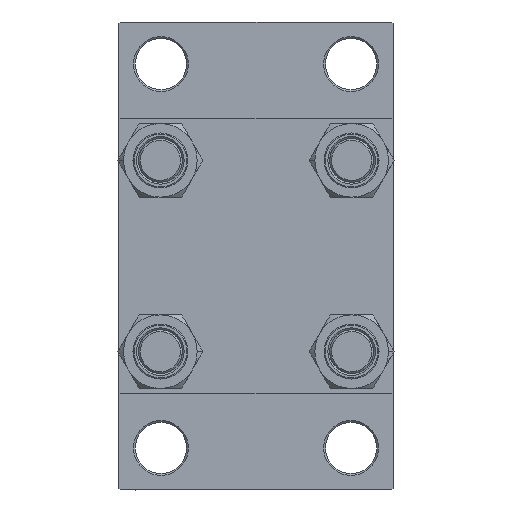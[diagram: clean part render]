
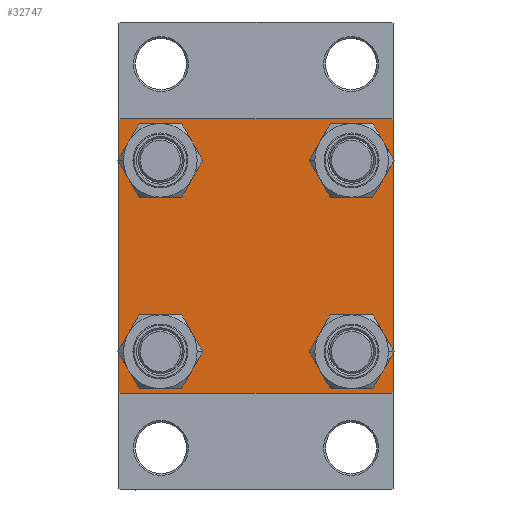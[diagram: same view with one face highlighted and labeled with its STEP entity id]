
A CAD part, left-side view. The second image highlights one B-rep face of the part: STEP entity #32747.
In plain terms, the highlighted planar face has unit normal (-1, 0, 0).
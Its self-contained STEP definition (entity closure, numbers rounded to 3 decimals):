
#168 = LINE ( 'NONE', #14916, #33677 ) ;
#250 = CIRCLE ( 'NONE', #17302, 6.5 ) ;
#374 = VERTEX_POINT ( 'NONE', #31693 ) ;
#406 = CARTESIAN_POINT ( 'NONE',  ( 0., 37.25, -37.25 ) ) ;
#438 = EDGE_LOOP ( 'NONE', ( #20062, #37013, #40013, #29638, #37956, #36055, #47762, #49319 ) ) ;
#521 = EDGE_CURVE ( 'NONE', #374, #6392, #17461, .T. ) ;
#626 = EDGE_LOOP ( 'NONE', ( #42448, #39173 ) ) ;
#1151 = VECTOR ( 'NONE', #29884, 1000. ) ;
#1212 = CARTESIAN_POINT ( 'NONE',  ( 0., -26.15, -26.15 ) ) ;
#1214 = EDGE_CURVE ( 'NONE', #22151, #49325, #38499, .T. ) ;
#1262 = ORIENTED_EDGE ( 'NONE', *, *, #28174, .T. ) ;
#1565 = EDGE_CURVE ( 'NONE', #31298, #374, #39918, .T. ) ;
#1612 = AXIS2_PLACEMENT_3D ( 'NONE', #27329, #19237, #7285 ) ;
#1683 = PLANE ( 'NONE',  #43980 ) ;
#1922 = DIRECTION ( 'NONE',  ( -1., 0., 0. ) ) ;
#4314 = ORIENTED_EDGE ( 'NONE', *, *, #31735, .T. ) ;
#4774 = DIRECTION ( 'NONE',  ( 0., 0., 1. ) ) ;
#5361 = CARTESIAN_POINT ( 'NONE',  ( 0., 37.5, -37.5 ) ) ;
#5672 = CARTESIAN_POINT ( 'NONE',  ( 0., -37.5, -37. ) ) ;
#5719 = LINE ( 'NONE', #47906, #19959 ) ;
#6392 = VERTEX_POINT ( 'NONE', #5672 ) ;
#7096 = DIRECTION ( 'NONE',  ( 0., 0., 1. ) ) ;
#7285 = DIRECTION ( 'NONE',  ( 0., 0., 1. ) ) ;
#9167 = CARTESIAN_POINT ( 'NONE',  ( 0., 37.5, 37. ) ) ;
#10871 = LINE ( 'NONE', #11365, #32037 ) ;
#11011 = CARTESIAN_POINT ( 'NONE',  ( 0., -26.15, 26.15 ) ) ;
#11365 = CARTESIAN_POINT ( 'NONE',  ( 0., -37.5, 37.5 ) ) ;
#12968 = EDGE_CURVE ( 'NONE', #47263, #48748, #29048, .T. ) ;
#13490 = EDGE_LOOP ( 'NONE', ( #22464, #48517 ) ) ;
#14286 = CARTESIAN_POINT ( 'NONE',  ( 0., -37., 37.5 ) ) ;
#14310 = DIRECTION ( 'NONE',  ( 0., 0., 1. ) ) ;
#14536 = DIRECTION ( 'NONE',  ( 0., -1., 0. ) ) ;
#14908 = DIRECTION ( 'NONE',  ( 0., -0.707, -0.707 ) ) ;
#14916 = CARTESIAN_POINT ( 'NONE',  ( 0., -37.25, 37.25 ) ) ;
#15646 = CARTESIAN_POINT ( 'NONE',  ( 0., -37.5, 37. ) ) ;
#15805 = VERTEX_POINT ( 'NONE', #15646 ) ;
#15867 = CARTESIAN_POINT ( 'NONE',  ( 0., 26.15, 26.15 ) ) ;
#16089 = VERTEX_POINT ( 'NONE', #44752 ) ;
#16712 = DIRECTION ( 'NONE',  ( 1., 0., 0. ) ) ;
#17302 = AXIS2_PLACEMENT_3D ( 'NONE', #11011, #37943, #14310 ) ;
#17461 = LINE ( 'NONE', #36748, #1151 ) ;
#17558 = EDGE_CURVE ( 'NONE', #36791, #45533, #38156, .T. ) ;
#18781 = LINE ( 'NONE', #34494, #28009 ) ;
#19019 = EDGE_CURVE ( 'NONE', #49325, #22151, #45399, .T. ) ;
#19078 = EDGE_CURVE ( 'NONE', #26119, #31298, #49733, .T. ) ;
#19237 = DIRECTION ( 'NONE',  ( 1., 0., 0. ) ) ;
#19959 = VECTOR ( 'NONE', #39775, 1000. ) ;
#20062 = ORIENTED_EDGE ( 'NONE', *, *, #44398, .T. ) ;
#20453 = AXIS2_PLACEMENT_3D ( 'NONE', #24081, #24333, #4774 ) ;
#20993 = CARTESIAN_POINT ( 'NONE',  ( 0., 0., 0. ) ) ;
#21167 = EDGE_CURVE ( 'NONE', #46455, #48019, #39799, .T. ) ;
#21544 = CARTESIAN_POINT ( 'NONE',  ( 0., -26.15, -19.65 ) ) ;
#21686 = EDGE_LOOP ( 'NONE', ( #1262, #4314 ) ) ;
#22151 = VERTEX_POINT ( 'NONE', #26026 ) ;
#22251 = CARTESIAN_POINT ( 'NONE',  ( 0., 26.15, -26.15 ) ) ;
#22464 = ORIENTED_EDGE ( 'NONE', *, *, #36136, .T. ) ;
#22590 = AXIS2_PLACEMENT_3D ( 'NONE', #15867, #43298, #46367 ) ;
#24081 = CARTESIAN_POINT ( 'NONE',  ( 0., -26.15, 26.15 ) ) ;
#24333 = DIRECTION ( 'NONE',  ( 1., 0., 0. ) ) ;
#24476 = AXIS2_PLACEMENT_3D ( 'NONE', #22251, #42060, #29865 ) ;
#26026 = CARTESIAN_POINT ( 'NONE',  ( 0., -26.15, -32.65 ) ) ;
#26119 = VERTEX_POINT ( 'NONE', #43600 ) ;
#27120 = EDGE_CURVE ( 'NONE', #48019, #46455, #49621, .T. ) ;
#27139 = AXIS2_PLACEMENT_3D ( 'NONE', #1212, #16712, #32195 ) ;
#27278 = DIRECTION ( 'NONE',  ( 1., 0., 0. ) ) ;
#27329 = CARTESIAN_POINT ( 'NONE',  ( 0., -26.15, -26.15 ) ) ;
#27460 = VECTOR ( 'NONE', #14536, 1000. ) ;
#28009 = VECTOR ( 'NONE', #34245, 1000. ) ;
#28174 = EDGE_CURVE ( 'NONE', #16089, #30265, #36653, .T. ) ;
#28850 = FACE_BOUND ( 'NONE', #626, .T. ) ;
#29048 = CIRCLE ( 'NONE', #22590, 6.5 ) ;
#29527 = CIRCLE ( 'NONE', #35183, 6.5 ) ;
#29534 = CARTESIAN_POINT ( 'NONE',  ( 0., 26.15, -19.65 ) ) ;
#29638 = ORIENTED_EDGE ( 'NONE', *, *, #521, .T. ) ;
#29781 = CARTESIAN_POINT ( 'NONE',  ( 0., 26.15, 32.65 ) ) ;
#29865 = DIRECTION ( 'NONE',  ( 0., 0., 1. ) ) ;
#29884 = DIRECTION ( 'NONE',  ( 0., -0.707, 0.707 ) ) ;
#30265 = VERTEX_POINT ( 'NONE', #40979 ) ;
#30381 = EDGE_LOOP ( 'NONE', ( #39766, #41883 ) ) ;
#30660 = DIRECTION ( 'NONE',  ( 0., 0., -1. ) ) ;
#30852 = CARTESIAN_POINT ( 'NONE',  ( 0., 26.15, -26.15 ) ) ;
#31298 = VERTEX_POINT ( 'NONE', #49326 ) ;
#31693 = CARTESIAN_POINT ( 'NONE',  ( 0., -37., -37.5 ) ) ;
#31735 = EDGE_CURVE ( 'NONE', #30265, #16089, #250, .T. ) ;
#31829 = CARTESIAN_POINT ( 'NONE',  ( 0., 26.15, -32.65 ) ) ;
#32037 = VECTOR ( 'NONE', #30660, 1000. ) ;
#32195 = DIRECTION ( 'NONE',  ( 0., 0., 1. ) ) ;
#32747 = ADVANCED_FACE ( 'NONE', ( #39795, #40301, #28850, #48418, #43854 ), #1683, .T. ) ;
#33677 = VECTOR ( 'NONE', #42587, 1000. ) ;
#34245 = DIRECTION ( 'NONE',  ( 0., 0.707, -0.707 ) ) ;
#34266 = CARTESIAN_POINT ( 'NONE',  ( 0., 26.15, 26.15 ) ) ;
#34494 = CARTESIAN_POINT ( 'NONE',  ( 0., 37.25, 37.25 ) ) ;
#35183 = AXIS2_PLACEMENT_3D ( 'NONE', #34266, #49278, #7096 ) ;
#35412 = DIRECTION ( 'NONE',  ( 0., 0., 1. ) ) ;
#36055 = ORIENTED_EDGE ( 'NONE', *, *, #38262, .T. ) ;
#36136 = EDGE_CURVE ( 'NONE', #48748, #47263, #29527, .T. ) ;
#36653 = CIRCLE ( 'NONE', #20453, 6.5 ) ;
#36724 = DIRECTION ( 'NONE',  ( 0., 0., 1. ) ) ;
#36748 = CARTESIAN_POINT ( 'NONE',  ( 0., -37.25, -37.25 ) ) ;
#36791 = VERTEX_POINT ( 'NONE', #47277 ) ;
#37013 = ORIENTED_EDGE ( 'NONE', *, *, #19078, .T. ) ;
#37711 = VERTEX_POINT ( 'NONE', #9167 ) ;
#37943 = DIRECTION ( 'NONE',  ( 1., 0., 0. ) ) ;
#37956 = ORIENTED_EDGE ( 'NONE', *, *, #38271, .F. ) ;
#38156 = LINE ( 'NONE', #49357, #27460 ) ;
#38262 = EDGE_CURVE ( 'NONE', #15805, #45533, #168, .T. ) ;
#38271 = EDGE_CURVE ( 'NONE', #15805, #6392, #10871, .T. ) ;
#38499 = CIRCLE ( 'NONE', #27139, 6.5 ) ;
#38992 = AXIS2_PLACEMENT_3D ( 'NONE', #30852, #27278, #35412 ) ;
#39173 = ORIENTED_EDGE ( 'NONE', *, *, #27120, .T. ) ;
#39184 = EDGE_CURVE ( 'NONE', #36791, #37711, #18781, .T. ) ;
#39766 = ORIENTED_EDGE ( 'NONE', *, *, #19019, .T. ) ;
#39775 = DIRECTION ( 'NONE',  ( 0., 0., -1. ) ) ;
#39795 = FACE_BOUND ( 'NONE', #21686, .T. ) ;
#39799 = CIRCLE ( 'NONE', #38992, 6.5 ) ;
#39918 = LINE ( 'NONE', #5361, #46592 ) ;
#40013 = ORIENTED_EDGE ( 'NONE', *, *, #1565, .T. ) ;
#40301 = FACE_BOUND ( 'NONE', #30381, .T. ) ;
#40979 = CARTESIAN_POINT ( 'NONE',  ( 0., -26.15, 19.65 ) ) ;
#41883 = ORIENTED_EDGE ( 'NONE', *, *, #1214, .T. ) ;
#42060 = DIRECTION ( 'NONE',  ( 1., 0., 0. ) ) ;
#42448 = ORIENTED_EDGE ( 'NONE', *, *, #21167, .T. ) ;
#42587 = DIRECTION ( 'NONE',  ( 0., 0.707, 0.707 ) ) ;
#42888 = CARTESIAN_POINT ( 'NONE',  ( 0., 26.15, 19.65 ) ) ;
#42949 = VECTOR ( 'NONE', #14908, 1000. ) ;
#43298 = DIRECTION ( 'NONE',  ( 1., 0., 0. ) ) ;
#43600 = CARTESIAN_POINT ( 'NONE',  ( 0., 37.5, -37. ) ) ;
#43854 = FACE_OUTER_BOUND ( 'NONE', #438, .T. ) ;
#43980 = AXIS2_PLACEMENT_3D ( 'NONE', #20993, #1922, #36724 ) ;
#44398 = EDGE_CURVE ( 'NONE', #37711, #26119, #5719, .T. ) ;
#44752 = CARTESIAN_POINT ( 'NONE',  ( 0., -26.15, 32.65 ) ) ;
#45399 = CIRCLE ( 'NONE', #1612, 6.5 ) ;
#45533 = VERTEX_POINT ( 'NONE', #14286 ) ;
#46367 = DIRECTION ( 'NONE',  ( 0., 0., 1. ) ) ;
#46455 = VERTEX_POINT ( 'NONE', #29534 ) ;
#46592 = VECTOR ( 'NONE', #47548, 1000. ) ;
#47263 = VERTEX_POINT ( 'NONE', #42888 ) ;
#47277 = CARTESIAN_POINT ( 'NONE',  ( 0., 37., 37.5 ) ) ;
#47548 = DIRECTION ( 'NONE',  ( 0., -1., 0. ) ) ;
#47762 = ORIENTED_EDGE ( 'NONE', *, *, #17558, .F. ) ;
#47906 = CARTESIAN_POINT ( 'NONE',  ( 0., 37.5, 37.5 ) ) ;
#48019 = VERTEX_POINT ( 'NONE', #31829 ) ;
#48418 = FACE_BOUND ( 'NONE', #13490, .T. ) ;
#48517 = ORIENTED_EDGE ( 'NONE', *, *, #12968, .T. ) ;
#48748 = VERTEX_POINT ( 'NONE', #29781 ) ;
#49278 = DIRECTION ( 'NONE',  ( 1., 0., 0. ) ) ;
#49319 = ORIENTED_EDGE ( 'NONE', *, *, #39184, .T. ) ;
#49325 = VERTEX_POINT ( 'NONE', #21544 ) ;
#49326 = CARTESIAN_POINT ( 'NONE',  ( 0., 37., -37.5 ) ) ;
#49357 = CARTESIAN_POINT ( 'NONE',  ( 0., 37.5, 37.5 ) ) ;
#49621 = CIRCLE ( 'NONE', #24476, 6.5 ) ;
#49733 = LINE ( 'NONE', #406, #42949 ) ;
